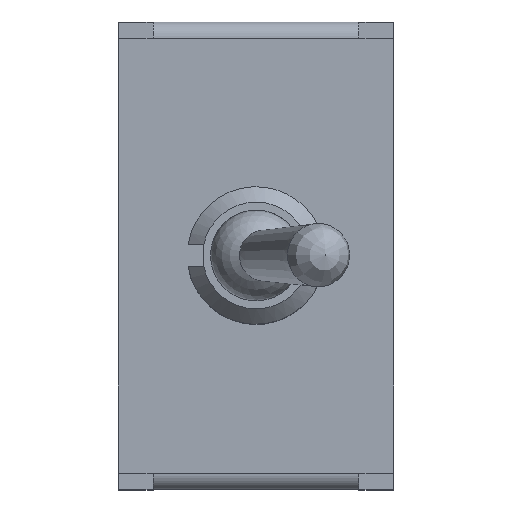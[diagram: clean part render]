
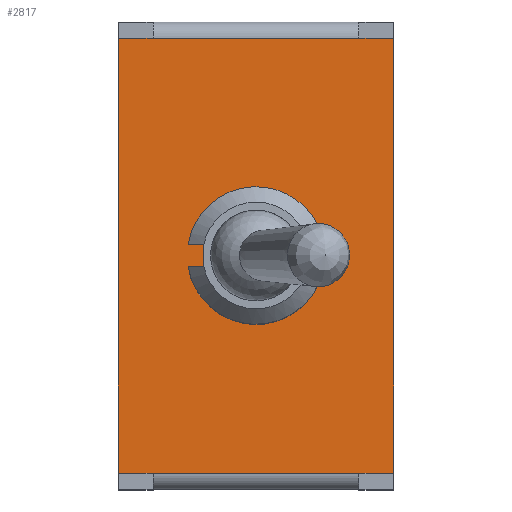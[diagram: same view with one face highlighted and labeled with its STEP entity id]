
A CAD part, top view. The second image highlights one B-rep face of the part: STEP entity #2817.
In plain terms, the highlighted planar face has unit normal (0, 0, 1).
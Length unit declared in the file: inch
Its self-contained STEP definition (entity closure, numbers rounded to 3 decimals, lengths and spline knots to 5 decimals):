
#533=CARTESIAN_POINT('',(-0.09542,0.02008,0.41496));
#534=VERTEX_POINT('',#533);
#541=CARTESIAN_POINT('',(-0.09542,-0.02008,0.41496));
#542=VERTEX_POINT('',#541);
#543=CARTESIAN_POINT('',(-0.09542,-0.02008,0.41496));
#544=DIRECTION('',(0.0,1.0,0.0));
#545=VECTOR('',#544,0.04016);
#546=LINE('',#543,#545);
#547=EDGE_CURVE('',#542,#534,#546,.T.);
#565=CARTESIAN_POINT('',(-0.12338,-0.02008,0.41496));
#566=VERTEX_POINT('',#565);
#567=CARTESIAN_POINT('',(-0.12338,-0.02008,0.41496));
#568=DIRECTION('',(1.0,0.0,0.0));
#569=VECTOR('',#568,0.02795);
#570=LINE('',#567,#569);
#571=EDGE_CURVE('',#566,#542,#570,.T.);
#588=CARTESIAN_POINT('',(-0.12338,0.02008,0.41496));
#589=VERTEX_POINT('',#588);
#596=CARTESIAN_POINT('',(-0.09542,0.02008,0.41496));
#597=DIRECTION('',(-1.0,0.0,0.0));
#598=VECTOR('',#597,0.02795);
#599=LINE('',#596,#598);
#600=EDGE_CURVE('',#534,#589,#599,.T.);
#613=CARTESIAN_POINT('',(0.0,0.0,0.41496));
#614=DIRECTION('',(0.0,0.0,-1.0));
#615=DIRECTION('',(-0.987,-0.161,0.0));
#616=AXIS2_PLACEMENT_3D('',#613,#614,#615);
#617=CIRCLE('',#616,0.125);
#618=EDGE_CURVE('',#589,#566,#617,.T.);
#795=CARTESIAN_POINT('',(0.18701,-0.39508,0.41496));
#796=VERTEX_POINT('',#795);
#828=CARTESIAN_POINT('',(-0.18701,0.39508,0.41496));
#829=VERTEX_POINT('',#828);
#910=CARTESIAN_POINT('',(0.18701,0.39508,0.41496));
#911=VERTEX_POINT('',#910);
#2502=CARTESIAN_POINT('',(0.25,0.39508,0.41496));
#2503=VERTEX_POINT('',#2502);
#2519=CARTESIAN_POINT('',(0.18701,0.39508,0.41496));
#2520=DIRECTION('',(1.0,0.0,0.0));
#2521=VECTOR('',#2520,0.06299);
#2522=LINE('',#2519,#2521);
#2523=EDGE_CURVE('',#911,#2503,#2522,.T.);
#2535=CARTESIAN_POINT('',(0.25,-0.39508,0.41496));
#2536=VERTEX_POINT('',#2535);
#2543=CARTESIAN_POINT('',(0.18701,-0.39508,0.41496));
#2544=DIRECTION('',(1.0,0.0,0.0));
#2545=VECTOR('',#2544,0.06299);
#2546=LINE('',#2543,#2545);
#2547=EDGE_CURVE('',#796,#2536,#2546,.T.);
#2564=CARTESIAN_POINT('',(0.25,-0.39508,0.41496));
#2565=DIRECTION('',(0.0,1.0,0.0));
#2566=VECTOR('',#2565,0.79016);
#2567=LINE('',#2564,#2566);
#2568=EDGE_CURVE('',#2536,#2503,#2567,.T.);
#2588=CARTESIAN_POINT('',(-0.25,0.39508,0.41496));
#2589=VERTEX_POINT('',#2588);
#2596=CARTESIAN_POINT('',(-0.18701,0.39508,0.41496));
#2597=DIRECTION('',(-1.0,0.0,0.0));
#2598=VECTOR('',#2597,0.06299);
#2599=LINE('',#2596,#2598);
#2600=EDGE_CURVE('',#829,#2589,#2599,.T.);
#2617=CARTESIAN_POINT('',(-0.25,-0.39508,0.41496));
#2618=VERTEX_POINT('',#2617);
#2635=CARTESIAN_POINT('',(-0.18701,-0.39508,0.41496));
#2636=VERTEX_POINT('',#2635);
#2643=CARTESIAN_POINT('',(-0.18701,-0.39508,0.41496));
#2644=DIRECTION('',(-1.0,0.0,0.0));
#2645=VECTOR('',#2644,0.06299);
#2646=LINE('',#2643,#2645);
#2647=EDGE_CURVE('',#2636,#2618,#2646,.T.);
#2664=CARTESIAN_POINT('',(-0.25,0.39508,0.41496));
#2665=DIRECTION('',(0.0,-1.0,0.0));
#2666=VECTOR('',#2665,0.79016);
#2667=LINE('',#2664,#2666);
#2668=EDGE_CURVE('',#2589,#2618,#2667,.T.);
#2773=CARTESIAN_POINT('',(-0.18701,-0.39508,0.41496));
#2774=DIRECTION('',(1.0,0.0,0.0));
#2775=VECTOR('',#2774,0.37402);
#2776=LINE('',#2773,#2775);
#2777=EDGE_CURVE('',#2636,#796,#2776,.T.);
#2791=CARTESIAN_POINT('',(0.0,-0.39508,0.41496));
#2792=DIRECTION('',(0.0,0.0,1.0));
#2793=DIRECTION('',(-1.0,0.0,0.0));
#2794=AXIS2_PLACEMENT_3D('',#2791,#2792,#2793);
#2795=PLANE('',#2794);
#2796=CARTESIAN_POINT('',(-0.18701,0.39508,0.41496));
#2797=DIRECTION('',(1.0,0.0,0.0));
#2798=VECTOR('',#2797,0.37402);
#2799=LINE('',#2796,#2798);
#2800=EDGE_CURVE('',#829,#911,#2799,.T.);
#2801=ORIENTED_EDGE('',*,*,#2800,.F.);
#2802=ORIENTED_EDGE('',*,*,#2600,.T.);
#2803=ORIENTED_EDGE('',*,*,#2668,.T.);
#2804=ORIENTED_EDGE('',*,*,#2647,.F.);
#2805=ORIENTED_EDGE('',*,*,#2777,.T.);
#2806=ORIENTED_EDGE('',*,*,#2547,.T.);
#2807=ORIENTED_EDGE('',*,*,#2568,.T.);
#2808=ORIENTED_EDGE('',*,*,#2523,.F.);
#2809=EDGE_LOOP('',(#2801,#2802,#2803,#2804,#2805,#2806,#2807,#2808));
#2810=FACE_OUTER_BOUND('',#2809,.T.);
#2811=ORIENTED_EDGE('',*,*,#547,.T.);
#2812=ORIENTED_EDGE('',*,*,#600,.T.);
#2813=ORIENTED_EDGE('',*,*,#618,.T.);
#2814=ORIENTED_EDGE('',*,*,#571,.T.);
#2815=EDGE_LOOP('',(#2811,#2812,#2813,#2814));
#2816=FACE_BOUND('',#2815,.T.);
#2817=ADVANCED_FACE('',(#2810,#2816),#2795,.T.);
